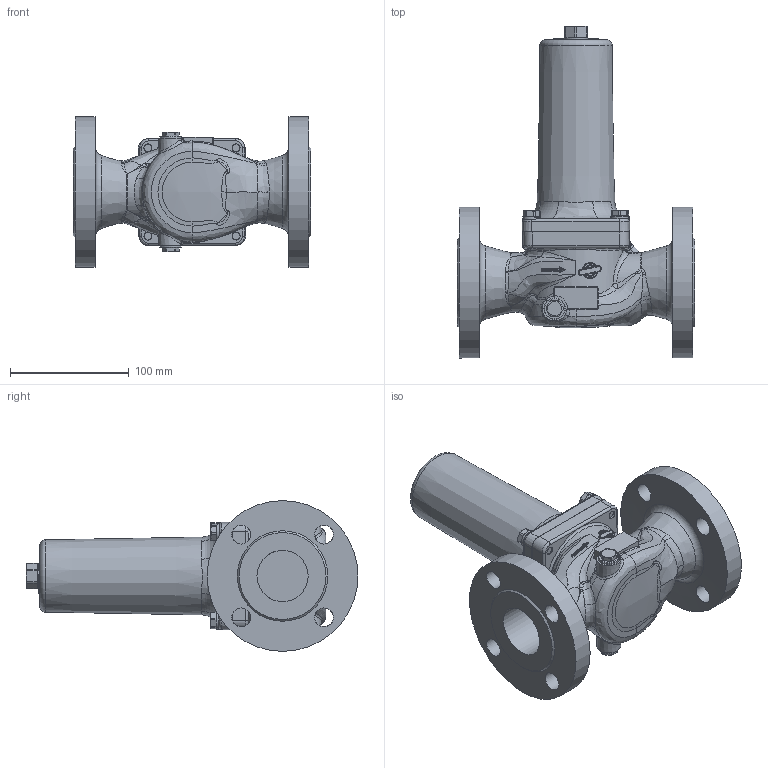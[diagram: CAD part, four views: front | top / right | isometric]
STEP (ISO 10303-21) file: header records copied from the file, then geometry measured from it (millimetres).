
FILE_DESCRIPTION(/* description */ (''),/* implementation_level */ '2;1');
FILE_NAME(/* name */ '080206-61330.stp',/* time_stamp */ '2024-10-14T10:51:12+02:00',/* author */ ('Stefan.Junkers'),/* organization */ (''),/* preprocessor_version */ 'ST-DEVELOPER v20',/* originating_system */ 'Autodesk Inventor 2025',/* authorisation */ '');
FILE_SCHEMA (('AUTOMOTIVE_DESIGN { 1 0 10303 214 3 1 1 }'));
Length unit declared in the file: millimetre
Products named in the file (1): 080206-61330.20241014_step
Bounding box: 200 x 279.57 x 127 mm (x, y, z)
Volume: 1593150.1 mm3; surface area: 159080.8 mm2
Topology: 1 solids, 1 shells, 755 faces, 1933 edges, 1203 vertices
Faces by surface type: bspline 274, cylinder 193, plane 186, cone 66, torus 31, sphere 5
Full cylindrical faces by diameter (mm): 3 x1, 6.647 x4, 8 x4, 8.5 x4, 10 x3, 15.9 x8, 18 x2, 20 x1, 43.1 x2, 127 x2
Entity records: 39796 total; most frequent: CARTESIAN_POINT 22707, ORIENTED_EDGE 3848, DIRECTION 2731, EDGE_CURVE 1924, VERTEX_POINT 1203, AXIS2_PLACEMENT_3D 1113, EDGE_LOOP 813, FACE_OUTER_BOUND 755
